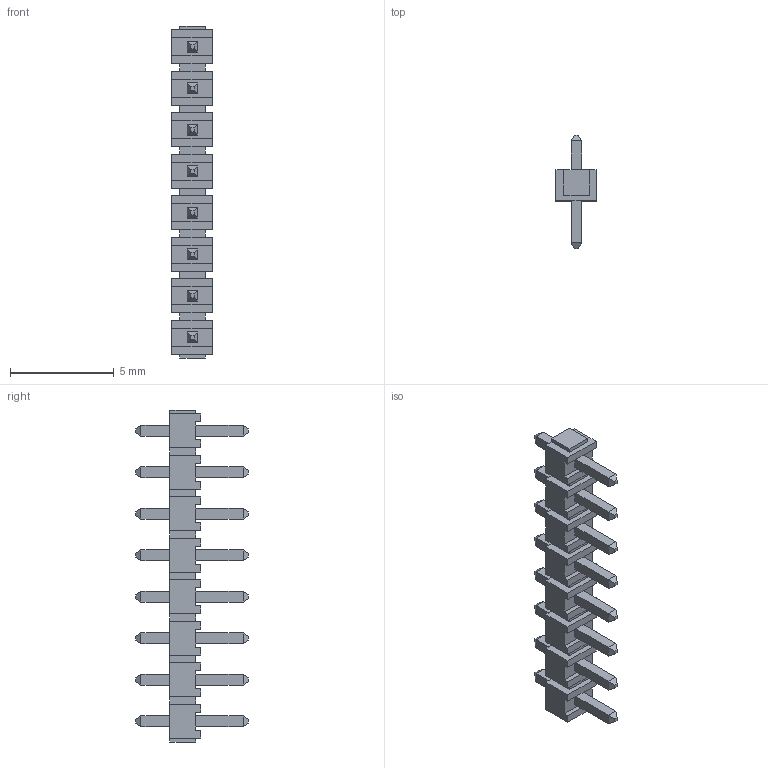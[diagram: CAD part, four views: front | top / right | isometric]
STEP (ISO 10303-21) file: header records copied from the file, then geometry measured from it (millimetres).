
FILE_DESCRIPTION(('CATIA V5 STEP Exchange'),'2;1');
FILE_NAME('TMM-108-05.stp','2015-07-09T11:44:25+00:00',('none'),('none'),'CATIA Version 5 Release 18 GA (IN-10)','CATIA V5 STEP AP203','none');
FILE_SCHEMA(('CONFIG_CONTROL_DESIGN'));
Length unit declared in the file: millimetre
Products named in the file (1): TMM-1XX-05
Bounding box: 1.94 x 5.44 x 16 mm (x, y, z)
Volume: 47 mm3; surface area: 196.3 mm2
Topology: 1 solids, 1 shells, 246 faces, 620 edges, 392 vertices
Faces by surface type: plane 246
Entity records: 6529 total; most frequent: ORIENTED_EDGE 1240, CARTESIAN_POINT 1130, DIRECTION 854, VECTOR 620, EDGE_CURVE 620, LINE 620, VERTEX_POINT 392, EDGE_LOOP 262
